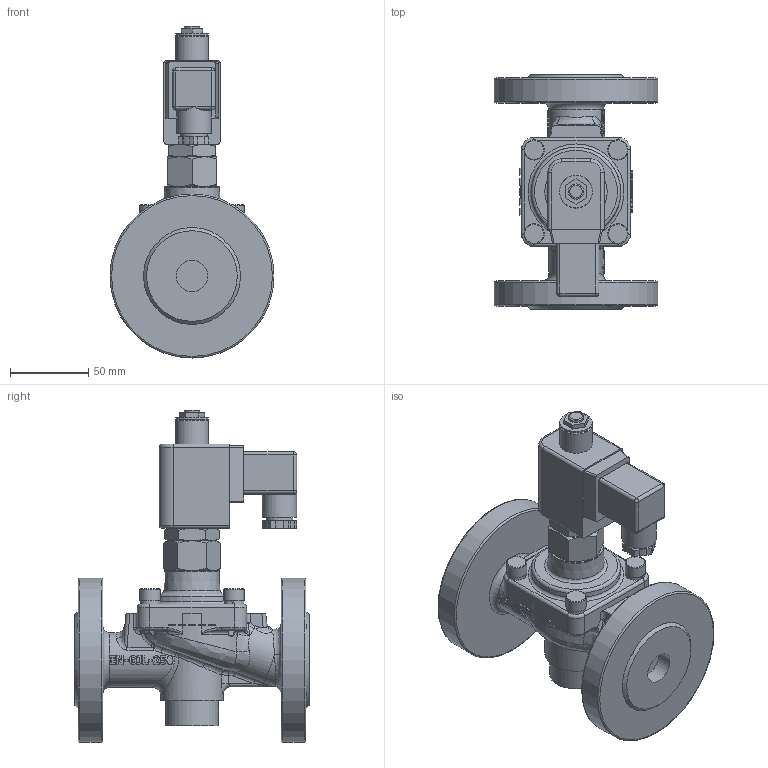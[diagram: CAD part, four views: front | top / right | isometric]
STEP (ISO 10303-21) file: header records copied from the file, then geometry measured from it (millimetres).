
FILE_DESCRIPTION(/* description */ ('3D Modell'),/* implementation_level */ '2;1');
FILE_NAME(/* name */ '2702-0406-.692-NO.stp',/* time_stamp */ '2018-06-15T07:50:28+02:00',/* author */ ('EFast'),/* organization */ (''),/* preprocessor_version */ 'ST-DEVELOPER v16.1',/* originating_system */ 'Autodesk Inventor 2016',/* authorisation */ '');
FILE_SCHEMA (('AUTOMOTIVE_DESIGN { 1 0 10303 214 3 1 1 }'));
Products named in the file (1): 90-012840
Bounding box: 105 x 150 x 212.6 mm (x, y, z)
Volume: 740758.5 mm3; surface area: 96211.9 mm2
Topology: 1 solids, 1 shells, 787 faces, 2038 edges, 1293 vertices
Faces by surface type: plane 342, bspline 226, cylinder 132, torus 41, cone 38, sphere 8
Full cylindrical faces by diameter (mm): 6.647 x4, 8 x4, 9.73 x1, 13 x4, 17 x1, 20 x2, 21 x1, 21.2 x1, 22 x1, 34 x1, 35 x1, 40 x1, 105 x2
Entity records: 59995 total; most frequent: CARTESIAN_POINT 42775, ORIENTED_EDGE 3920, DIRECTION 2893, EDGE_CURVE 1960, VERTEX_POINT 1274, AXIS2_PLACEMENT_3D 1022, EDGE_LOOP 894, LINE 849
